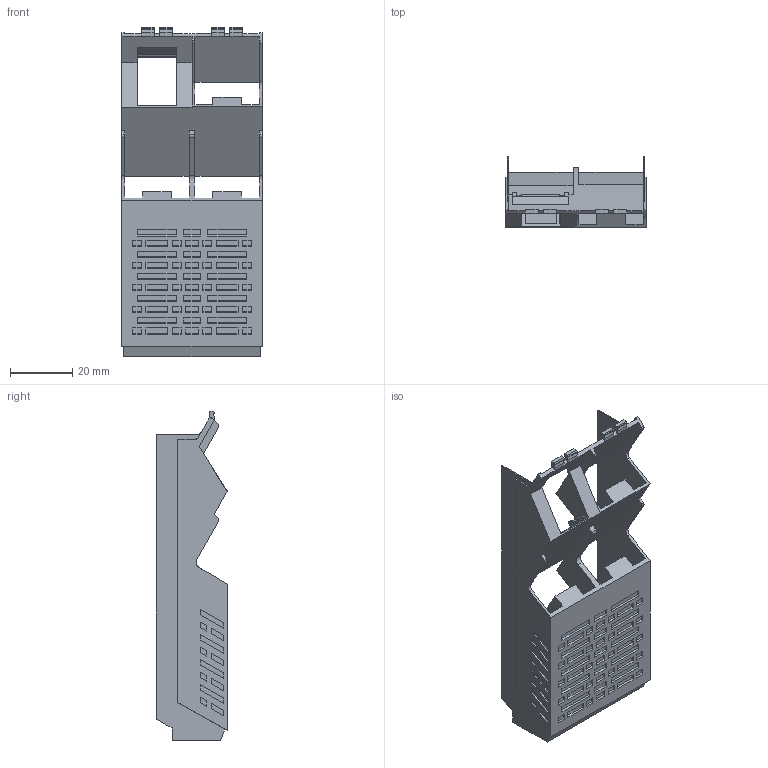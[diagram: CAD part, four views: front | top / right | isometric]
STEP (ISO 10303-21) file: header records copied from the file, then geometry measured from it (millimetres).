
FILE_DESCRIPTION(('CATIA V5R24 STEP','CAx-IF Rec.Pracs.--- Model Styling and Organization---1.2---2011-12-15'),'2;1');
FILE_NAME ('12421033_2', '2018-01-12T11:08:20+00:00', ('Weidmueller Interface'), ('Weidmueller'), 'CATIA Version 5-6 Release 2014 SP4', 'CATIA V5 STEP AP214', 'none');
FILE_SCHEMA(('AUTOMOTIVE_DESIGN { 1 0 10303 214 1 1 1 1 }'));
Length unit declared in the file: millimetre
Products named in the file (1): 1500040000
Bounding box: 45 x 22.76 x 105.49 mm (x, y, z)
Volume: 8858 mm3; surface area: 20336.9 mm2
Topology: 1 solids, 1 shells, 546 faces, 1586 edges, 1110 vertices
Faces by surface type: plane 516, cylinder 27, extrusion 3
Entity records: 16998 total; most frequent: CARTESIAN_POINT 3492, ORIENTED_EDGE 3172, DIRECTION 1837, EDGE_CURVE 1586, VECTOR 1321, LINE 1318, VERTEX_POINT 1110, EDGE_LOOP 622
